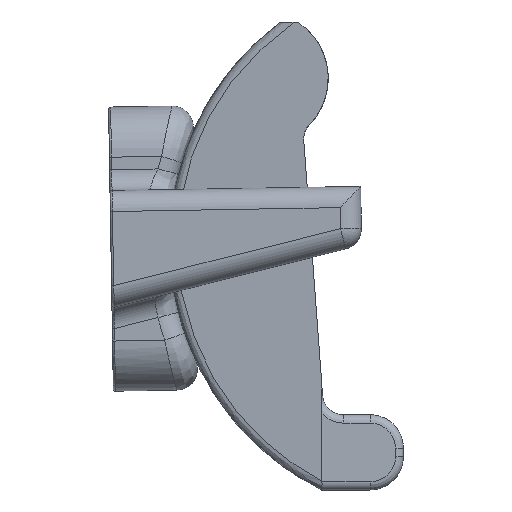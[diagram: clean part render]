
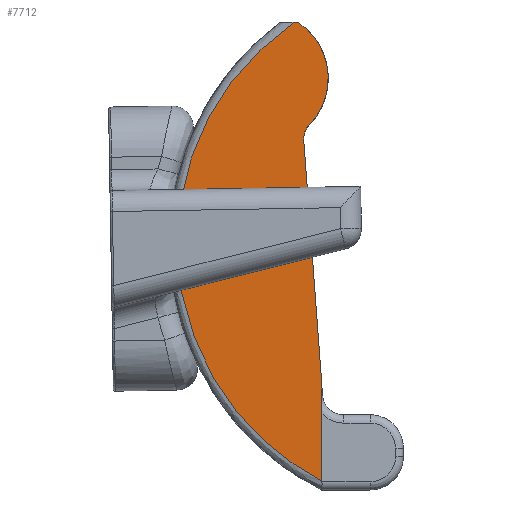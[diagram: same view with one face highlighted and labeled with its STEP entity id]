
A CAD part, left-side view. The second image highlights one B-rep face of the part: STEP entity #7712.
In plain terms, the highlighted planar face has unit normal (-0.999, 0.052, -0.004).
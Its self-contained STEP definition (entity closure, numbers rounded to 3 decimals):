
#7511 = VERTEX_POINT ( 'NONE', #12642 ) ;
#7522 = EDGE_CURVE ( 'NONE', #7543, #7511, #12653, .T. ) ;
#7543 = VERTEX_POINT ( 'NONE', #12721 ) ;
#7636 = ORIENTED_EDGE ( 'NONE', *, *, #7787, .F. ) ;
#7637 = ORIENTED_EDGE ( 'NONE', *, *, #7724, .F. ) ;
#7638 = ORIENTED_EDGE ( 'NONE', *, *, #7522, .F. ) ;
#7659 = ORIENTED_EDGE ( 'NONE', *, *, #7742, .F. ) ;
#7660 = ORIENTED_EDGE ( 'NONE', *, *, #7661, .T. ) ;
#7661 = EDGE_CURVE ( 'NONE', #7753, #7662, #12942, .T. ) ;
#7662 = VERTEX_POINT ( 'NONE', #12941 ) ;
#7663 = ORIENTED_EDGE ( 'NONE', *, *, #7664, .F. ) ;
#7664 = EDGE_CURVE ( 'NONE', #7801, #7662, #12940, .T. ) ;
#7712 = ADVANCED_FACE ( 'NONE', ( #12990 ), #12989, .T. ) ;
#7713 = EDGE_LOOP ( 'NONE', ( #7659, #7660, #7663, #7636, #7637, #7638 ) ) ;
#7724 = EDGE_CURVE ( 'NONE', #7511, #7725, #13007, .T. ) ;
#7725 = VERTEX_POINT ( 'NONE', #13008 ) ;
#7742 = EDGE_CURVE ( 'NONE', #7753, #7543, #13090, .T. ) ;
#7753 = VERTEX_POINT ( 'NONE', #13074 ) ;
#7787 = EDGE_CURVE ( 'NONE', #7725, #7801, #13157, .T. ) ;
#7801 = VERTEX_POINT ( 'NONE', #13191 ) ;
#12642 = CARTESIAN_POINT ( 'NONE',  ( -15.043, -16.768, 14.232 ) ) ;
#12649 = CARTESIAN_POINT ( 'NONE',  ( -15.043, -16.768, 14.232 ) ) ;
#12650 = CARTESIAN_POINT ( 'NONE',  ( -15.256, -20.536, 18.153 ) ) ;
#12651 = CARTESIAN_POINT ( 'NONE',  ( -15.243, -19.905, 23.554 ) ) ;
#12652 = CARTESIAN_POINT ( 'NONE',  ( -15.016, -15.334, 26.5 ) ) ;
#12653 =( BOUNDED_CURVE ( )  B_SPLINE_CURVE ( 3, ( #12652, #12651, #12650, #12649 ),
 .UNSPECIFIED., .F., .F. ) 
 B_SPLINE_CURVE_WITH_KNOTS ( ( 4, 4 ),
 ( 5.359, 7.122 ),
 .UNSPECIFIED. ) 
 CURVE ( )  GEOMETRIC_REPRESENTATION_ITEM ( )  RATIONAL_B_SPLINE_CURVE ( ( 1., 0.757, 0.757, 1. ) ) 
 REPRESENTATION_ITEM ( '' )  );
#12721 = CARTESIAN_POINT ( 'NONE',  ( -15.016, -15.334, 26.5 ) ) ;
#12933 = DIRECTION ( 'NONE',  ( 0.004, 0., -1. ) ) ;
#12934 = VECTOR ( 'NONE', #12933, 1000. ) ;
#12935 = CARTESIAN_POINT ( 'NONE',  ( -15.166, -18.21, 26.535 ) ) ;
#12936 = CARTESIAN_POINT ( 'NONE',  ( -14.954, -18.21, -28.408 ) ) ;
#12937 = CARTESIAN_POINT ( 'NONE',  ( -13.741, 5.927, -15.884 ) ) ;
#12938 = CARTESIAN_POINT ( 'NONE',  ( -13.763, 7.506, 11.262 ) ) ;
#12939 = CARTESIAN_POINT ( 'NONE',  ( -14.999, -15.016, 26.5 ) ) ;
#12940 = LINE ( 'NONE', #12935, #12934 ) ;
#12941 = CARTESIAN_POINT ( 'NONE',  ( -14.954, -18.21, -28.408 ) ) ;
#12942 =( BOUNDED_CURVE ( )  B_SPLINE_CURVE ( 3, ( #12939, #12938, #12937, #12936 ),
 .UNSPECIFIED., .F., .T. ) 
 B_SPLINE_CURVE_WITH_KNOTS ( ( 4, 4 ),
 ( 2.092, 4.16 ),
 .UNSPECIFIED. ) 
 CURVE ( )  GEOMETRIC_REPRESENTATION_ITEM ( )  RATIONAL_B_SPLINE_CURVE ( ( 1., 0.674, 0.674, 1. ) ) 
 REPRESENTATION_ITEM ( '' )  );
#12989 = PLANE ( 'NONE',  #13028 ) ;
#12990 = FACE_OUTER_BOUND ( 'NONE', #7713, .T. ) ;
#13006 = CARTESIAN_POINT ( 'NONE',  ( -15.043, -16.768, 14.232 ) ) ;
#13007 =( BOUNDED_CURVE ( )  B_SPLINE_CURVE ( 3, ( #13006, #13044, #13043, #13042 ),
 .UNSPECIFIED., .F., .T. ) 
 B_SPLINE_CURVE_WITH_KNOTS ( ( 4, 4 ),
 ( 2.302, 3.142 ),
 .UNSPECIFIED. ) 
 CURVE ( )  GEOMETRIC_REPRESENTATION_ITEM ( )  RATIONAL_B_SPLINE_CURVE ( ( 1., 0.942, 0.942, 1. ) ) 
 REPRESENTATION_ITEM ( '' )  );
#13008 = CARTESIAN_POINT ( 'NONE',  ( -15., -16.077, 12.316 ) ) ;
#13024 = DIRECTION ( 'NONE',  ( -0.052, -0.999, 0. ) ) ;
#13025 = DIRECTION ( 'NONE',  ( -0.999, 0.052, -0.004 ) ) ;
#13026 = CARTESIAN_POINT ( 'NONE',  ( -15., -16.895, 1.247 ) ) ;
#13028 = AXIS2_PLACEMENT_3D ( 'NONE', #13026, #13025, #13024 ) ;
#13042 = CARTESIAN_POINT ( 'NONE',  ( -15., -16.077, 12.316 ) ) ;
#13043 = CARTESIAN_POINT ( 'NONE',  ( -15., -16.024, 13.035 ) ) ;
#13044 = CARTESIAN_POINT ( 'NONE',  ( -15.015, -16.269, 13.713 ) ) ;
#13074 = CARTESIAN_POINT ( 'NONE',  ( -14.999, -15.016, 26.5 ) ) ;
#13087 = DIRECTION ( 'NONE',  ( -0.052, -0.999, 0. ) ) ;
#13088 = VECTOR ( 'NONE', #13087, 1000. ) ;
#13089 = CARTESIAN_POINT ( 'NONE',  ( -14.83, -11.775, 26.5 ) ) ;
#13090 = LINE ( 'NONE', #13089, #13088 ) ;
#13154 = DIRECTION ( 'NONE',  ( 0., -0.074, -0.997 ) ) ;
#13155 = VECTOR ( 'NONE', #13154, 1000. ) ;
#13156 = CARTESIAN_POINT ( 'NONE',  ( -15., -18.329, -18.184 ) ) ;
#13157 = LINE ( 'NONE', #13156, #13155 ) ;
#13191 = CARTESIAN_POINT ( 'NONE',  ( -15., -18.21, -16.569 ) ) ;
